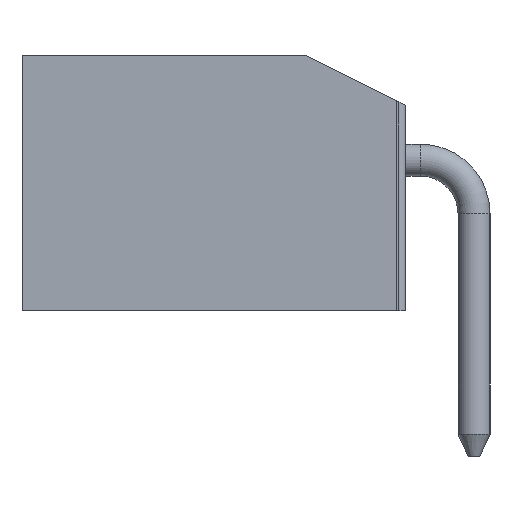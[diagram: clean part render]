
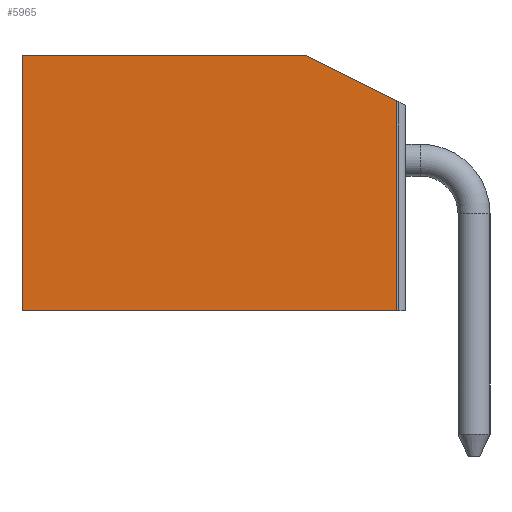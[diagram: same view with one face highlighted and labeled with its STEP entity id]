
A CAD part, left-side view. The second image highlights one B-rep face of the part: STEP entity #5965.
In plain terms, the highlighted planar face has unit normal (-1, 0, 0).
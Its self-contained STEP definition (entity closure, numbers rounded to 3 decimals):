
#5=DIRECTION('',(0.,0.,1.));
#6=VECTOR('',#5,4.6);
#7=CARTESIAN_POINT('',(-16.65,0.,-2.8));
#8=LINE('',#7,#6);
#1179=DIRECTION('',(0.,0.894,0.447));
#1180=VECTOR('',#1179,2.236);
#1181=CARTESIAN_POINT('',(-16.65,0.,1.8));
#1182=LINE('',#1181,#1180);
#1183=DIRECTION('',(0.,1.,0.));
#1184=VECTOR('',#1183,8.2);
#1185=CARTESIAN_POINT('',(-16.65,0.,-2.8));
#1186=LINE('',#1185,#1184);
#1207=DIRECTION('',(0.,0.,1.));
#1208=VECTOR('',#1207,5.6);
#1209=CARTESIAN_POINT('',(-16.65,8.2,-2.8));
#1210=LINE('',#1209,#1208);
#2311=DIRECTION('',(0.,1.,0.));
#2312=VECTOR('',#2311,6.2);
#2313=CARTESIAN_POINT('',(-16.65,2.,2.8));
#2314=LINE('',#2313,#2312);
#3547=CARTESIAN_POINT('',(-16.65,8.2,-2.8));
#3548=CARTESIAN_POINT('',(-16.65,8.2,2.8));
#3549=VERTEX_POINT('',#3547);
#3550=VERTEX_POINT('',#3548);
#3555=CARTESIAN_POINT('',(-16.65,0.,-2.8));
#3556=VERTEX_POINT('',#3555);
#3619=CARTESIAN_POINT('',(-16.65,0.,1.8));
#3620=CARTESIAN_POINT('',(-16.65,2.,2.8));
#3621=VERTEX_POINT('',#3619);
#3622=VERTEX_POINT('',#3620);
#5951=CARTESIAN_POINT('',(-16.65,0.,-2.8));
#5952=DIRECTION('',(-1.,0.,0.));
#5953=DIRECTION('',(0.,0.,1.));
#5954=AXIS2_PLACEMENT_3D('',#5951,#5952,#5953);
#5955=PLANE('',#5954);
#5956=ORIENTED_EDGE('',*,*,#5113,.F.);
#5957=ORIENTED_EDGE('',*,*,#4506,.F.);
#5958=ORIENTED_EDGE('',*,*,#4809,.T.);
#5960=ORIENTED_EDGE('',*,*,#5959,.T.);
#5962=ORIENTED_EDGE('',*,*,#5961,.F.);
#5963=EDGE_LOOP('',(#5956,#5957,#5958,#5960,#5962));
#5964=FACE_OUTER_BOUND('',#5963,.F.);
#4506=EDGE_CURVE('',#3556,#3621,#8,.T.);
#4809=EDGE_CURVE('',#3556,#3549,#1186,.T.);
#5113=EDGE_CURVE('',#3621,#3622,#1182,.T.);
#5959=EDGE_CURVE('',#3549,#3550,#1210,.T.);
#5961=EDGE_CURVE('',#3622,#3550,#2314,.T.);
#5965=ADVANCED_FACE('',(#5964),#5955,.T.);
